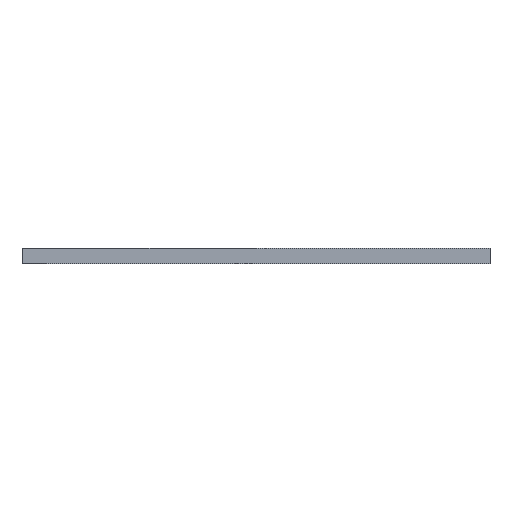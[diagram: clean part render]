
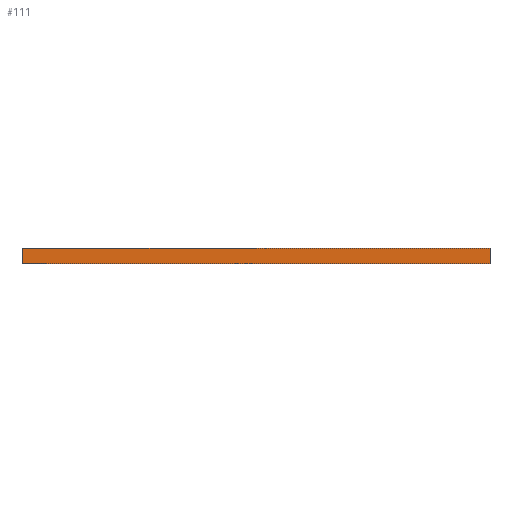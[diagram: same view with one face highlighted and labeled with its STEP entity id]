
A CAD part, front view. The second image highlights one B-rep face of the part: STEP entity #111.
In plain terms, the highlighted planar face has unit normal (0, -1, 0).
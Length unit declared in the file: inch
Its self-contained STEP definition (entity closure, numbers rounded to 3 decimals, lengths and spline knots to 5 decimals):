
#57 = DIRECTION ( 'NONE',  ( 0., 0., 1. ) ) ;
#111 = ADVANCED_FACE ( 'NONE', ( #1076 ), #2291, .F. ) ;
#150 = CARTESIAN_POINT ( 'NONE',  ( -0.25, -9.33071, -0.26 ) ) ;
#239 = VECTOR ( 'NONE', #1661, 39.37008 ) ;
#271 = VECTOR ( 'NONE', #2117, 39.37008 ) ;
#389 = ORIENTED_EDGE ( 'NONE', *, *, #1482, .T. ) ;
#441 = VERTEX_POINT ( 'NONE', #1280 ) ;
#524 = VERTEX_POINT ( 'NONE', #726 ) ;
#538 = LINE ( 'NONE', #1376, #1504 ) ;
#541 = LINE ( 'NONE', #2106, #271 ) ;
#698 = DIRECTION ( 'NONE',  ( 0., 0., 1. ) ) ;
#726 = CARTESIAN_POINT ( 'NONE',  ( -8., -9.33071, -0.26 ) ) ;
#803 = ORIENTED_EDGE ( 'NONE', *, *, #1468, .F. ) ;
#830 = EDGE_CURVE ( 'NONE', #2158, #441, #538, .T. ) ;
#908 = EDGE_CURVE ( 'NONE', #524, #441, #541, .T. ) ;
#1076 = FACE_OUTER_BOUND ( 'NONE', #1611, .T. ) ;
#1088 = CARTESIAN_POINT ( 'NONE',  ( -0.25, -9.33071, 0. ) ) ;
#1109 = CARTESIAN_POINT ( 'NONE',  ( -0.25, -9.33071, -0.26 ) ) ;
#1280 = CARTESIAN_POINT ( 'NONE',  ( -8., -9.33071, 0. ) ) ;
#1301 = LINE ( 'NONE', #1647, #239 ) ;
#1320 = VECTOR ( 'NONE', #57, 39.37008 ) ;
#1376 = CARTESIAN_POINT ( 'NONE',  ( -8., -9.33071, 0. ) ) ;
#1468 = EDGE_CURVE ( 'NONE', #1806, #524, #1301, .T. ) ;
#1482 = EDGE_CURVE ( 'NONE', #1806, #2158, #1813, .T. ) ;
#1504 = VECTOR ( 'NONE', #2092, 39.37008 ) ;
#1532 = AXIS2_PLACEMENT_3D ( 'NONE', #1575, #1598, #698 ) ;
#1535 = ORIENTED_EDGE ( 'NONE', *, *, #830, .T. ) ;
#1575 = CARTESIAN_POINT ( 'NONE',  ( -8., -9.33071, -0.26 ) ) ;
#1598 = DIRECTION ( 'NONE',  ( 0., 1., 0. ) ) ;
#1611 = EDGE_LOOP ( 'NONE', ( #1535, #2198, #803, #389 ) ) ;
#1647 = CARTESIAN_POINT ( 'NONE',  ( -8., -9.33071, -0.26 ) ) ;
#1661 = DIRECTION ( 'NONE',  ( -1., 0., 0. ) ) ;
#1806 = VERTEX_POINT ( 'NONE', #150 ) ;
#1813 = LINE ( 'NONE', #1109, #1320 ) ;
#2092 = DIRECTION ( 'NONE',  ( -1., 0., 0. ) ) ;
#2106 = CARTESIAN_POINT ( 'NONE',  ( -8., -9.33071, -0.26 ) ) ;
#2117 = DIRECTION ( 'NONE',  ( 0., 0., 1. ) ) ;
#2158 = VERTEX_POINT ( 'NONE', #1088 ) ;
#2198 = ORIENTED_EDGE ( 'NONE', *, *, #908, .F. ) ;
#2291 = PLANE ( 'NONE',  #1532 ) ;
